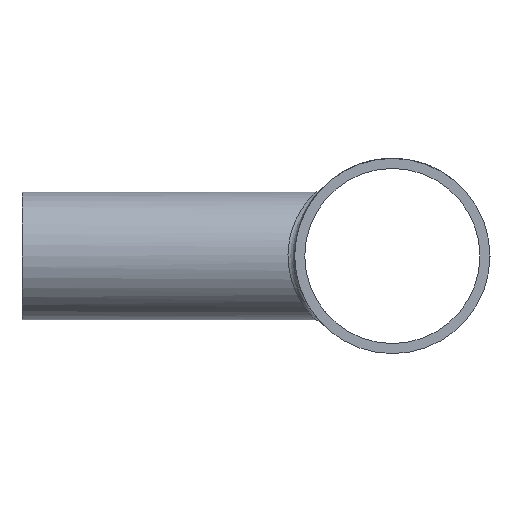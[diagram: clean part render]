
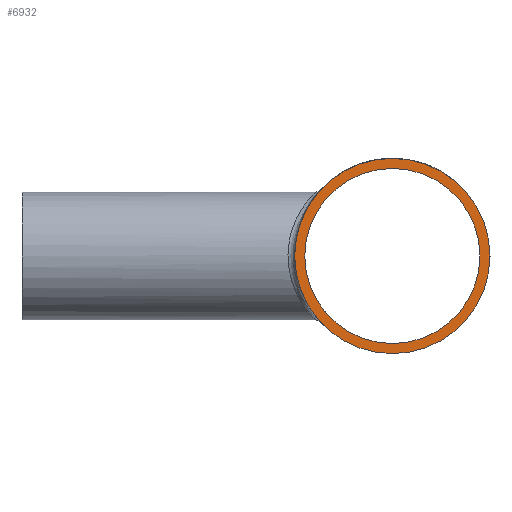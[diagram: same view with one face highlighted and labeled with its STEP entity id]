
A CAD part, left-side view. The second image highlights one B-rep face of the part: STEP entity #6932.
In plain terms, the highlighted planar face has unit normal (-1, 0, 0).
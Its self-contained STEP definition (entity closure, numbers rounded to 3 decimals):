
#729 = AXIS2_PLACEMENT_3D ( 'NONE', #8834, #2010, #15394 ) ;
#2010 = DIRECTION ( 'NONE',  ( -1., 0., 0. ) ) ;
#3024 = DIRECTION ( 'NONE',  ( 0., 0., 1. ) ) ;
#3313 = VERTEX_POINT ( 'NONE', #8656 ) ;
#4408 = AXIS2_PLACEMENT_3D ( 'NONE', #16324, #4421, #5716 ) ;
#4421 = DIRECTION ( 'NONE',  ( -1., 0., 0. ) ) ;
#4662 = CIRCLE ( 'NONE', #16126, 13. ) ;
#5716 = DIRECTION ( 'NONE',  ( 0., 0., 1. ) ) ;
#5921 = FACE_BOUND ( 'NONE', #11250, .T. ) ;
#5999 = CARTESIAN_POINT ( 'NONE',  ( -55., 0., 14.5 ) ) ;
#6351 = CIRCLE ( 'NONE', #4408, 14.5 ) ;
#6622 = ORIENTED_EDGE ( 'NONE', *, *, #9146, .T. ) ;
#6932 = ADVANCED_FACE ( 'NONE', ( #5921, #11276 ), #14070, .T. ) ;
#7808 = EDGE_CURVE ( 'NONE', #3313, #3313, #4662, .T. ) ;
#7998 = DIRECTION ( 'NONE',  ( -1., 0., 0. ) ) ;
#8656 = CARTESIAN_POINT ( 'NONE',  ( -55., 0., 13. ) ) ;
#8834 = CARTESIAN_POINT ( 'NONE',  ( -55., 0., 0. ) ) ;
#9146 = EDGE_CURVE ( 'NONE', #12671, #12671, #6351, .T. ) ;
#11250 = EDGE_LOOP ( 'NONE', ( #15714 ) ) ;
#11276 = FACE_OUTER_BOUND ( 'NONE', #13531, .T. ) ;
#12671 = VERTEX_POINT ( 'NONE', #5999 ) ;
#13531 = EDGE_LOOP ( 'NONE', ( #6622 ) ) ;
#13689 = CARTESIAN_POINT ( 'NONE',  ( -55., 0., 0. ) ) ;
#14070 = PLANE ( 'NONE',  #729 ) ;
#15394 = DIRECTION ( 'NONE',  ( 0., 0., 1. ) ) ;
#15714 = ORIENTED_EDGE ( 'NONE', *, *, #7808, .F. ) ;
#16126 = AXIS2_PLACEMENT_3D ( 'NONE', #13689, #7998, #3024 ) ;
#16324 = CARTESIAN_POINT ( 'NONE',  ( -55., 0., 0. ) ) ;
